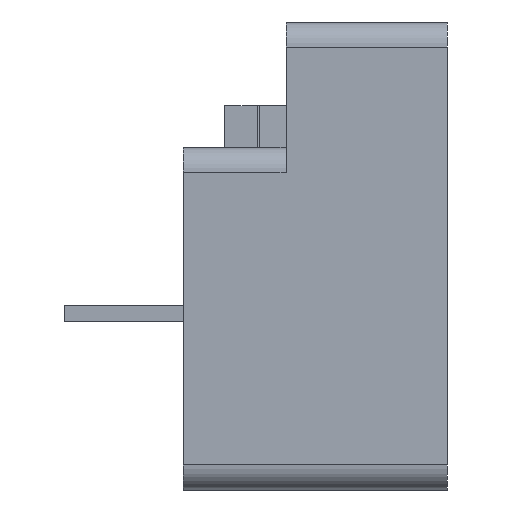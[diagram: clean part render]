
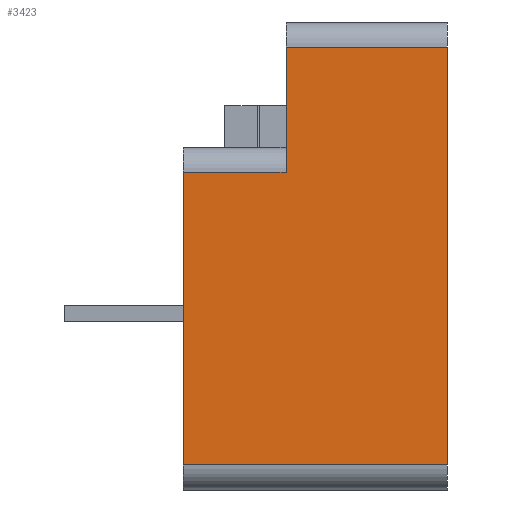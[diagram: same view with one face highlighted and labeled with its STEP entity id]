
A CAD part, left-side view. The second image highlights one B-rep face of the part: STEP entity #3423.
In plain terms, the highlighted planar face has unit normal (-1, 0, 0).
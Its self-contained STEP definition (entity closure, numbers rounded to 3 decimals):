
#279=ORIENTED_EDGE('',*,*,#1007,.F.);
#280=ORIENTED_EDGE('',*,*,#1008,.T.);
#281=ORIENTED_EDGE('',*,*,#971,.F.);
#282=ORIENTED_EDGE('',*,*,#1009,.T.);
#283=ORIENTED_EDGE('',*,*,#1010,.T.);
#284=ORIENTED_EDGE('',*,*,#1000,.F.);
#971=EDGE_CURVE('',#1339,#1340,#1561,.T.);
#1000=EDGE_CURVE('',#1363,#1364,#1581,.T.);
#1007=EDGE_CURVE('',#1367,#1363,#1585,.T.);
#1008=EDGE_CURVE('',#1367,#1340,#1586,.T.);
#1009=EDGE_CURVE('',#1339,#1368,#1587,.T.);
#1010=EDGE_CURVE('',#1368,#1364,#1588,.T.);
#1339=VERTEX_POINT('',#4697);
#1340=VERTEX_POINT('',#4698);
#1363=VERTEX_POINT('',#4754);
#1364=VERTEX_POINT('',#4756);
#1367=VERTEX_POINT('',#4769);
#1368=VERTEX_POINT('',#4772);
#1561=LINE('',#4696,#1867);
#1581=LINE('',#4755,#1887);
#1585=LINE('',#4768,#1891);
#1586=LINE('',#4770,#1892);
#1587=LINE('',#4771,#1893);
#1588=LINE('',#4773,#1894);
#1867=VECTOR('',#3905,1000.);
#1887=VECTOR('',#3953,1000.);
#1891=VECTOR('',#3969,1000.);
#1892=VECTOR('',#3970,1000.);
#1893=VECTOR('',#3971,1000.);
#1894=VECTOR('',#3972,1000.);
#2095=EDGE_LOOP('',(#279,#280,#281,#282,#283,#284));
#2241=FACE_BOUND('',#2095,.T.);
#2378=PLANE('',#3598);
#3423=ADVANCED_FACE('',(#2241),#2378,.F.);
#3598=AXIS2_PLACEMENT_3D('',#4767,#3967,#3968);
#3905=DIRECTION('',(0.,0.,1.));
#3953=DIRECTION('',(0.,-1.,0.));
#3967=DIRECTION('',(1.,0.,0.));
#3968=DIRECTION('',(0.,0.,-1.));
#3969=DIRECTION('',(0.,0.,1.));
#3970=DIRECTION('',(0.,1.,0.));
#3971=DIRECTION('',(0.,-1.,0.));
#3972=DIRECTION('',(0.,0.,1.));
#4696=CARTESIAN_POINT('',(-25.,10.55,-18.7));
#4697=CARTESIAN_POINT('',(-25.,10.55,-17.7));
#4698=CARTESIAN_POINT('',(-25.,10.55,-6.));
#4754=CARTESIAN_POINT('',(-25.,6.45,-1.));
#4755=CARTESIAN_POINT('',(-25.,11.,-1.));
#4756=CARTESIAN_POINT('',(-25.,0.,-1.));
#4767=CARTESIAN_POINT('',(-25.,10.55,-18.7));
#4768=CARTESIAN_POINT('',(-25.,6.45,-5.));
#4769=CARTESIAN_POINT('',(-25.,6.45,-6.));
#4770=CARTESIAN_POINT('',(-25.,6.45,-6.));
#4771=CARTESIAN_POINT('',(-25.,11.,-17.7));
#4772=CARTESIAN_POINT('',(-25.,0.,-17.7));
#4773=CARTESIAN_POINT('',(-25.,0.,-18.7));
